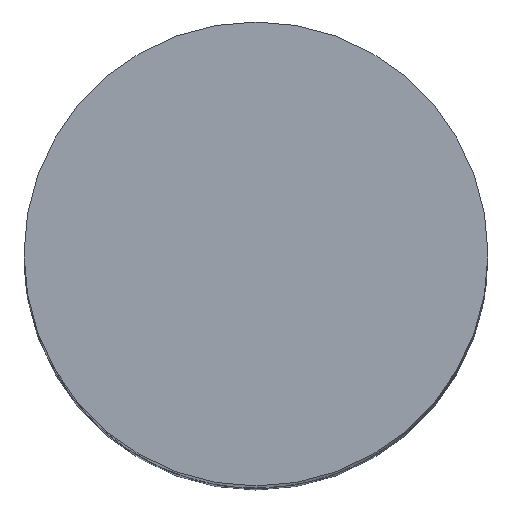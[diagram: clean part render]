
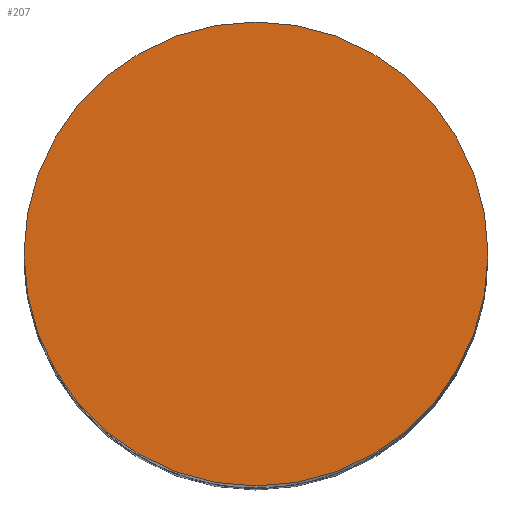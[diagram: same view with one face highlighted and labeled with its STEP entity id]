
A CAD part, top view. The second image highlights one B-rep face of the part: STEP entity #207.
In plain terms, the highlighted planar face has unit normal (0, 0, 1).
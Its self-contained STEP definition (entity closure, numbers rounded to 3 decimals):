
#9 = AXIS2_PLACEMENT_3D ( 'NONE', #257, #189, #219 ) ;
#11 = VERTEX_POINT ( 'NONE', #30 ) ;
#24 = AXIS2_PLACEMENT_3D ( 'NONE', #167, #35, #250 ) ;
#30 = CARTESIAN_POINT ( 'NONE',  ( 5., 0., 50. ) ) ;
#35 = DIRECTION ( 'NONE',  ( 0., 0., 1. ) ) ;
#66 = VERTEX_POINT ( 'NONE', #141 ) ;
#74 = CIRCLE ( 'NONE', #164, 5. ) ;
#89 = ORIENTED_EDGE ( 'NONE', *, *, #210, .T. ) ;
#141 = CARTESIAN_POINT ( 'NONE',  ( -5., 0., 50. ) ) ;
#151 = CARTESIAN_POINT ( 'NONE',  ( 0., 0., 50. ) ) ;
#154 = FACE_OUTER_BOUND ( 'NONE', #233, .T. ) ;
#164 = AXIS2_PLACEMENT_3D ( 'NONE', #151, #187, #171 ) ;
#167 = CARTESIAN_POINT ( 'NONE',  ( 0., 0., 50. ) ) ;
#169 = PLANE ( 'NONE',  #24 ) ;
#171 = DIRECTION ( 'NONE',  ( 1., 0., 0. ) ) ;
#187 = DIRECTION ( 'NONE',  ( 0., 0., 1. ) ) ;
#189 = DIRECTION ( 'NONE',  ( 0., 0., 1. ) ) ;
#207 = ADVANCED_FACE ( 'NONE', ( #154 ), #169, .T. ) ;
#210 = EDGE_CURVE ( 'NONE', #66, #11, #74, .T. ) ;
#219 = DIRECTION ( 'NONE',  ( 1., 0., 0. ) ) ;
#221 = CIRCLE ( 'NONE', #9, 5. ) ;
#223 = EDGE_CURVE ( 'NONE', #11, #66, #221, .T. ) ;
#233 = EDGE_LOOP ( 'NONE', ( #89, #245 ) ) ;
#245 = ORIENTED_EDGE ( 'NONE', *, *, #223, .T. ) ;
#250 = DIRECTION ( 'NONE',  ( 1., 0., 0. ) ) ;
#257 = CARTESIAN_POINT ( 'NONE',  ( 0., 0., 50. ) ) ;
